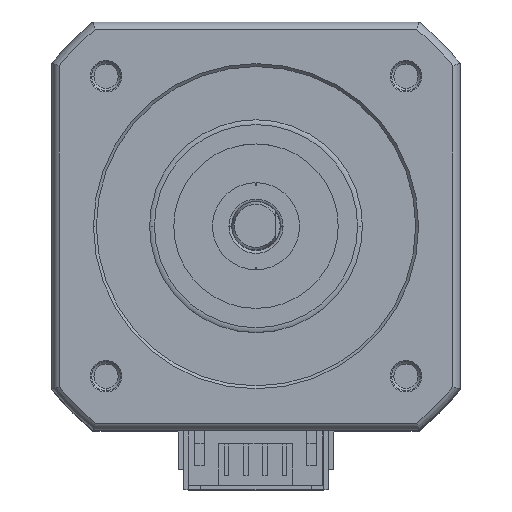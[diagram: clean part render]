
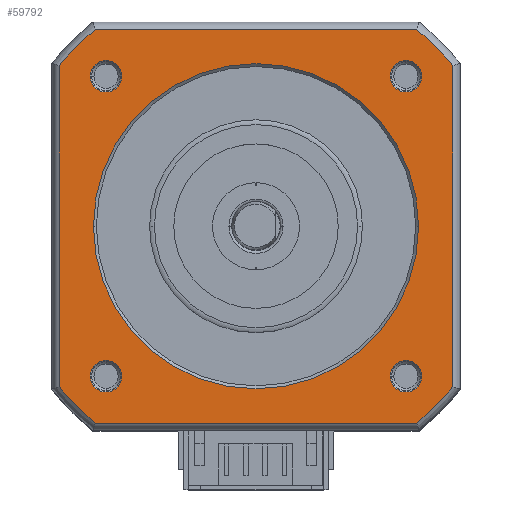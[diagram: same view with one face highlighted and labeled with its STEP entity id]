
A CAD part, top view. The second image highlights one B-rep face of the part: STEP entity #59792.
In plain terms, the highlighted face is planar.
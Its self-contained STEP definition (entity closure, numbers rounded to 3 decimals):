
#56634=CARTESIAN_POINT('',(0.,0.,0.2));
#56635=DIRECTION('',(0.,0.,-1.));
#56636=DIRECTION('',(-1.,0.,0.));
#56637=AXIS2_PLACEMENT_3D('',#56634,#56635,#56636);
#56652=CARTESIAN_POINT('',(-15.5,-15.5,0.2));
#56653=DIRECTION('',(0.,0.,-1.));
#56654=DIRECTION('',(-1.,0.,0.));
#56655=AXIS2_PLACEMENT_3D('',#56652,#56653,#56654);
#56674=CARTESIAN_POINT('',(-15.5,-15.5,0.2));
#56675=DIRECTION('',(0.,0.,-1.));
#56676=DIRECTION('',(1.,0.,0.));
#56677=AXIS2_PLACEMENT_3D('',#56674,#56675,#56676);
#56711=CARTESIAN_POINT('',(15.5,-15.5,0.2));
#56712=DIRECTION('',(0.,0.,-1.));
#56713=DIRECTION('',(0.,-1.,0.));
#56714=AXIS2_PLACEMENT_3D('',#56711,#56712,#56713);
#56725=CARTESIAN_POINT('',(15.5,-15.5,0.2));
#56726=DIRECTION('',(0.,0.,-1.));
#56727=DIRECTION('',(0.,1.,0.));
#56728=AXIS2_PLACEMENT_3D('',#56725,#56726,#56727);
#56780=CARTESIAN_POINT('',(15.5,15.5,0.2));
#56781=DIRECTION('',(0.,0.,-1.));
#56782=DIRECTION('',(1.,0.,0.));
#56783=AXIS2_PLACEMENT_3D('',#56780,#56781,#56782);
#56802=CARTESIAN_POINT('',(15.5,15.5,0.2));
#56803=DIRECTION('',(0.,0.,-1.));
#56804=DIRECTION('',(-1.,0.,0.));
#56805=AXIS2_PLACEMENT_3D('',#56802,#56803,#56804);
#56834=CARTESIAN_POINT('',(-15.5,15.5,0.2));
#56835=DIRECTION('',(0.,0.,-1.));
#56836=DIRECTION('',(0.,1.,0.));
#56837=AXIS2_PLACEMENT_3D('',#56834,#56835,#56836);
#56866=CARTESIAN_POINT('',(-15.5,15.5,0.2));
#56867=DIRECTION('',(0.,0.,-1.));
#56868=DIRECTION('',(0.,-1.,0.));
#56869=AXIS2_PLACEMENT_3D('',#56866,#56867,#56868);
#56899=CARTESIAN_POINT('',(0.,0.,0.2));
#56900=DIRECTION('',(0.,0.,-1.));
#56901=DIRECTION('',(1.,0.,0.));
#56902=AXIS2_PLACEMENT_3D('',#56899,#56900,#56901);
#56908=CARTESIAN_POINT('',(0.,0.,0.2));
#56909=DIRECTION('',(0.,0.,1.));
#56910=DIRECTION('',(0.775,0.632,0.));
#56911=AXIS2_PLACEMENT_3D('',#56908,#56909,#56910);
#56921=DIRECTION('',(0.,-1.,0.));
#56922=VECTOR('',#56921,33.161);
#56923=CARTESIAN_POINT('',(20.348,16.581,0.2));
#56924=LINE('',#56923,#56922);
#56933=CARTESIAN_POINT('',(0.,0.,0.2));
#56934=DIRECTION('',(0.,0.,1.));
#56935=DIRECTION('',(0.632,-0.775,0.));
#56936=AXIS2_PLACEMENT_3D('',#56933,#56934,#56935);
#56946=DIRECTION('',(-1.,0.,0.));
#56947=VECTOR('',#56946,33.161);
#56948=CARTESIAN_POINT('',(16.581,-20.348,0.2));
#56949=LINE('',#56948,#56947);
#56958=CARTESIAN_POINT('',(0.,0.,0.2));
#56959=DIRECTION('',(0.,0.,1.));
#56960=DIRECTION('',(-0.775,-0.632,0.));
#56961=AXIS2_PLACEMENT_3D('',#56958,#56959,#56960);
#56971=DIRECTION('',(0.,1.,0.));
#56972=VECTOR('',#56971,33.161);
#56973=CARTESIAN_POINT('',(-20.348,-16.581,0.2));
#56974=LINE('',#56973,#56972);
#56983=CARTESIAN_POINT('',(0.,0.,0.2));
#56984=DIRECTION('',(0.,0.,1.));
#56985=DIRECTION('',(-0.632,0.775,0.));
#56986=AXIS2_PLACEMENT_3D('',#56983,#56984,#56985);
#56996=DIRECTION('',(1.,0.,0.));
#56997=VECTOR('',#56996,33.161);
#56998=CARTESIAN_POINT('',(-16.581,20.348,0.2));
#56999=LINE('',#56998,#56997);
#57438=CARTESIAN_POINT('',(-17.13,-15.5,0.2));
#57439=CARTESIAN_POINT('',(-13.87,-15.5,0.2));
#57440=VERTEX_POINT('',#57438);
#57441=VERTEX_POINT('',#57439);
#57442=CARTESIAN_POINT('',(15.5,-17.13,0.2));
#57443=CARTESIAN_POINT('',(15.5,-13.87,0.2));
#57444=VERTEX_POINT('',#57442);
#57445=VERTEX_POINT('',#57443);
#57446=CARTESIAN_POINT('',(17.13,15.5,0.2));
#57447=CARTESIAN_POINT('',(13.87,15.5,0.2));
#57448=VERTEX_POINT('',#57446);
#57449=VERTEX_POINT('',#57447);
#57450=CARTESIAN_POINT('',(-15.5,17.13,0.2));
#57451=CARTESIAN_POINT('',(-15.5,13.87,0.2));
#57452=VERTEX_POINT('',#57450);
#57453=VERTEX_POINT('',#57451);
#57454=CARTESIAN_POINT('',(16.8,0.,0.2));
#57455=CARTESIAN_POINT('',(-16.8,0.,0.2));
#57456=VERTEX_POINT('',#57454);
#57457=VERTEX_POINT('',#57455);
#57458=CARTESIAN_POINT('',(20.348,16.581,0.2));
#57459=CARTESIAN_POINT('',(16.581,20.348,0.2));
#57460=VERTEX_POINT('',#57458);
#57461=VERTEX_POINT('',#57459);
#57462=CARTESIAN_POINT('',(-16.581,20.348,0.2));
#57463=VERTEX_POINT('',#57462);
#57464=CARTESIAN_POINT('',(-20.348,16.581,0.2));
#57465=VERTEX_POINT('',#57464);
#57466=CARTESIAN_POINT('',(-20.348,-16.581,0.2));
#57467=VERTEX_POINT('',#57466);
#57468=CARTESIAN_POINT('',(-16.581,-20.348,0.2));
#57469=VERTEX_POINT('',#57468);
#57470=CARTESIAN_POINT('',(16.581,-20.348,0.2));
#57471=VERTEX_POINT('',#57470);
#57472=CARTESIAN_POINT('',(20.348,-16.581,0.2));
#57473=VERTEX_POINT('',#57472);
#59740=CARTESIAN_POINT('',(0.,0.,0.2));
#59741=DIRECTION('',(0.,0.,-1.));
#59742=DIRECTION('',(-1.,0.,0.));
#59743=AXIS2_PLACEMENT_3D('',#59740,#59741,#59742);
#59744=PLANE('',#59743);
#59746=ORIENTED_EDGE('',*,*,#59745,.T.);
#59748=ORIENTED_EDGE('',*,*,#59747,.F.);
#59750=ORIENTED_EDGE('',*,*,#59749,.T.);
#59752=ORIENTED_EDGE('',*,*,#59751,.F.);
#59754=ORIENTED_EDGE('',*,*,#59753,.T.);
#59756=ORIENTED_EDGE('',*,*,#59755,.F.);
#59758=ORIENTED_EDGE('',*,*,#59757,.T.);
#59760=ORIENTED_EDGE('',*,*,#59759,.F.);
#59761=EDGE_LOOP('',(#59746,#59748,#59750,#59752,#59754,#59756,#59758,#59760));
#59762=FACE_OUTER_BOUND('',#59761,.F.);
#59764=ORIENTED_EDGE('',*,*,#59763,.T.);
#59766=ORIENTED_EDGE('',*,*,#59765,.T.);
#59767=EDGE_LOOP('',(#59764,#59766));
#59768=FACE_BOUND('',#59767,.F.);
#59770=ORIENTED_EDGE('',*,*,#59769,.T.);
#59772=ORIENTED_EDGE('',*,*,#59771,.T.);
#59773=EDGE_LOOP('',(#59770,#59772));
#59774=FACE_BOUND('',#59773,.F.);
#59776=ORIENTED_EDGE('',*,*,#59775,.T.);
#59778=ORIENTED_EDGE('',*,*,#59777,.T.);
#59779=EDGE_LOOP('',(#59776,#59778));
#59780=FACE_BOUND('',#59779,.F.);
#59782=ORIENTED_EDGE('',*,*,#59781,.T.);
#59783=ORIENTED_EDGE('',*,*,#59730,.T.);
#59784=EDGE_LOOP('',(#59782,#59783));
#59785=FACE_BOUND('',#59784,.F.);
#59787=ORIENTED_EDGE('',*,*,#59786,.T.);
#59789=ORIENTED_EDGE('',*,*,#59788,.T.);
#59790=EDGE_LOOP('',(#59787,#59789));
#59791=FACE_BOUND('',#59790,.F.);
#59792=ADVANCED_FACE('',(#59762,#59768,#59774,#59780,#59785,#59791),#59744,.T.);
#56638=CIRCLE('',#56637,16.8);
#56656=CIRCLE('',#56655,1.63);
#56678=CIRCLE('',#56677,1.63);
#56715=CIRCLE('',#56714,1.63);
#56729=CIRCLE('',#56728,1.63);
#56784=CIRCLE('',#56783,1.63);
#56806=CIRCLE('',#56805,1.63);
#56838=CIRCLE('',#56837,1.63);
#56870=CIRCLE('',#56869,1.63);
#56903=CIRCLE('',#56902,16.8);
#56912=CIRCLE('',#56911,26.248);
#56937=CIRCLE('',#56936,26.248);
#56962=CIRCLE('',#56961,26.248);
#56987=CIRCLE('',#56986,26.248);
#59730=EDGE_CURVE('',#57457,#57456,#56638,.T.);
#59745=EDGE_CURVE('',#57460,#57461,#56912,.T.);
#59747=EDGE_CURVE('',#57463,#57461,#56999,.T.);
#59749=EDGE_CURVE('',#57463,#57465,#56987,.T.);
#59751=EDGE_CURVE('',#57467,#57465,#56974,.T.);
#59753=EDGE_CURVE('',#57467,#57469,#56962,.T.);
#59755=EDGE_CURVE('',#57471,#57469,#56949,.T.);
#59757=EDGE_CURVE('',#57471,#57473,#56937,.T.);
#59759=EDGE_CURVE('',#57460,#57473,#56924,.T.);
#59763=EDGE_CURVE('',#57444,#57445,#56715,.T.);
#59765=EDGE_CURVE('',#57445,#57444,#56729,.T.);
#59769=EDGE_CURVE('',#57448,#57449,#56784,.T.);
#59771=EDGE_CURVE('',#57449,#57448,#56806,.T.);
#59775=EDGE_CURVE('',#57452,#57453,#56838,.T.);
#59777=EDGE_CURVE('',#57453,#57452,#56870,.T.);
#59781=EDGE_CURVE('',#57456,#57457,#56903,.T.);
#59786=EDGE_CURVE('',#57440,#57441,#56656,.T.);
#59788=EDGE_CURVE('',#57441,#57440,#56678,.T.);
